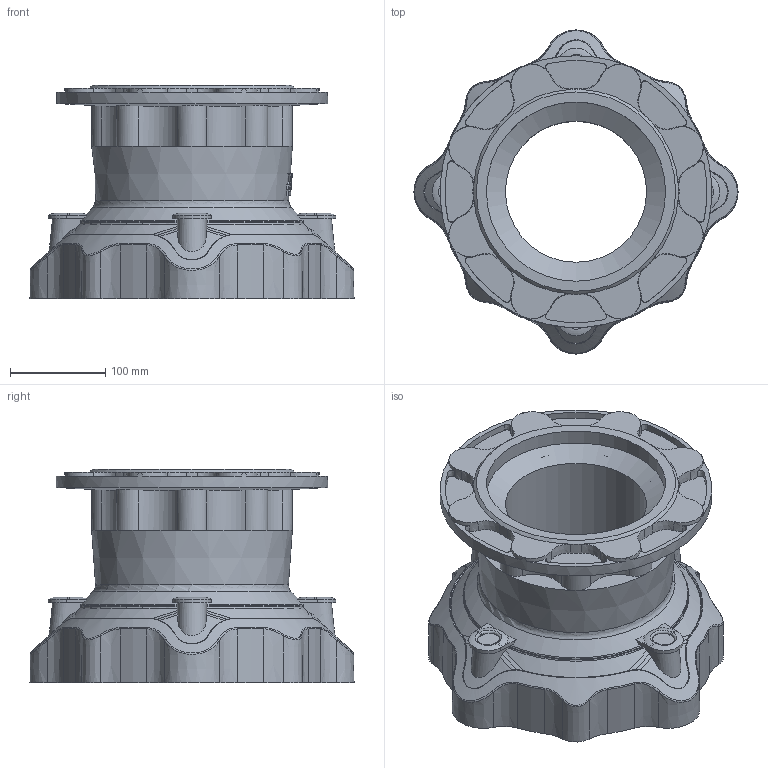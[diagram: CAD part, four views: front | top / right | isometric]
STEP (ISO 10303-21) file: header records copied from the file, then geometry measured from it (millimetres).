
FILE_DESCRIPTION (( 'STEP AP203' ), '1' );
FILE_NAME ('O_633_00_DN150_AA0_step.step', '2016-05-17T08:14:08', ( 'Windows User' ), ( 'AVK' ), 'SwSTEP 2.0', 'SolidWorks 2012', '' );
FILE_SCHEMA (( 'CONFIG_CONTROL_DESIGN' ));
Length unit declared in the file: millimetre
Products named in the file (1): O_633_00_DN150_AA0_step
Bounding box: 339.96 x 339.96 x 223.6 mm (x, y, z)
Volume: 5970544.9 mm3; surface area: 457837.5 mm2
Topology: 1 solids, 1 shells, 425 faces, 1130 edges, 710 vertices
Faces by surface type: bspline 144, plane 99, cone 99, cylinder 46, torus 37
Full cylindrical faces by diameter (mm): 148 x1, 188 x2, 285 x1
Entity records: 27802 total; most frequent: CARTESIAN_POINT 19008, ORIENTED_EDGE 2204, DIRECTION 1351, EDGE_CURVE 1102, VERTEX_POINT 700, AXIS2_PLACEMENT_3D 592, B_SPLINE_CURVE_WITH_KNOTS 482, EDGE_LOOP 450
